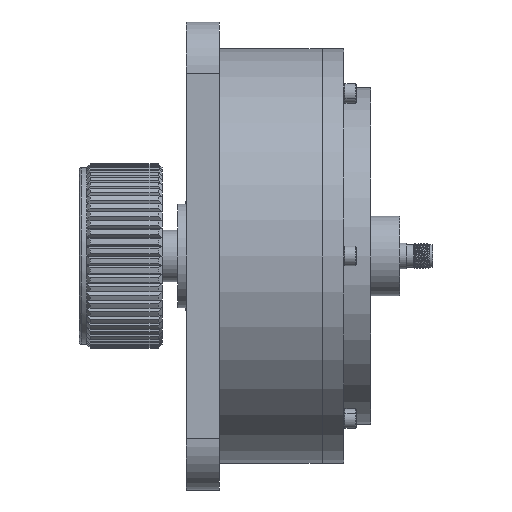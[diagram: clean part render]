
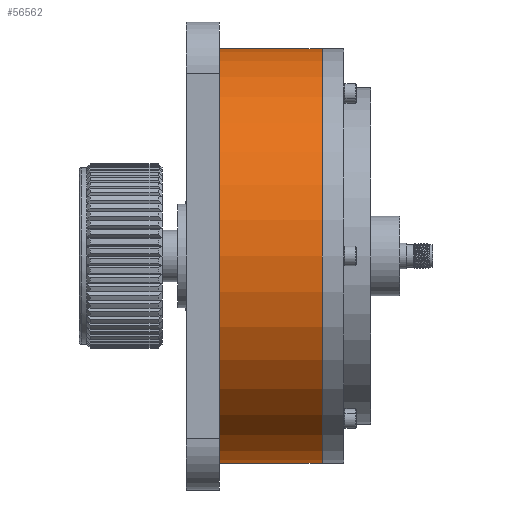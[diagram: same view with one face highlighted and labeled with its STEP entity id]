
A CAD part, front view. The second image highlights one B-rep face of the part: STEP entity #56562.
In plain terms, the highlighted cylindrical face has radius 50.8 mm (diameter 101.6 mm), a partial arc.
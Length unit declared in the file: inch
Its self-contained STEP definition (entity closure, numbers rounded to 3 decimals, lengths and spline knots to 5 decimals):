
#874 = LINE ( 'NONE', #32665, #16209 ) ;
#1568 = CARTESIAN_POINT ( 'NONE',  ( 0., 0., 0. ) ) ;
#5712 = EDGE_CURVE ( 'NONE', #33798, #19022, #17644, .T. ) ;
#6434 = DIRECTION ( 'NONE',  ( 1., 0., 0. ) ) ;
#6548 = ORIENTED_EDGE ( 'NONE', *, *, #45725, .T. ) ;
#9517 = DIRECTION ( 'NONE',  ( 0., 0., -1. ) ) ;
#13369 = CARTESIAN_POINT ( 'NONE',  ( -1.06637, 0., 0. ) ) ;
#15365 = VERTEX_POINT ( 'NONE', #46824 ) ;
#16209 = VECTOR ( 'NONE', #6434, 39.37008 ) ;
#17644 = CIRCLE ( 'NONE', #38352, 2. ) ;
#19022 = VERTEX_POINT ( 'NONE', #57574 ) ;
#21779 = CIRCLE ( 'NONE', #22695, 2. ) ;
#22695 = AXIS2_PLACEMENT_3D ( 'NONE', #23636, #31909, #9517 ) ;
#23069 = DIRECTION ( 'NONE',  ( 1., 0., 0. ) ) ;
#23636 = CARTESIAN_POINT ( 'NONE',  ( -2.05906, 0., 0. ) ) ;
#23808 = EDGE_LOOP ( 'NONE', ( #51473, #6548, #46157, #35531 ) ) ;
#25994 = CARTESIAN_POINT ( 'NONE',  ( -2.05906, 0., -2. ) ) ;
#26459 = LINE ( 'NONE', #55260, #32908 ) ;
#30636 = AXIS2_PLACEMENT_3D ( 'NONE', #1568, #23069, #55442 ) ;
#31066 = DIRECTION ( 'NONE',  ( 0., 0., -1. ) ) ;
#31909 = DIRECTION ( 'NONE',  ( 1., 0., 0. ) ) ;
#32041 = DIRECTION ( 'NONE',  ( 1., 0., 0. ) ) ;
#32665 = CARTESIAN_POINT ( 'NONE',  ( 0., 0., 2. ) ) ;
#32908 = VECTOR ( 'NONE', #32041, 39.37008 ) ;
#33798 = VERTEX_POINT ( 'NONE', #47602 ) ;
#34623 = DIRECTION ( 'NONE',  ( 1., 0., 0. ) ) ;
#34794 = EDGE_CURVE ( 'NONE', #46982, #19022, #26459, .T. ) ;
#35531 = ORIENTED_EDGE ( 'NONE', *, *, #5712, .F. ) ;
#38352 = AXIS2_PLACEMENT_3D ( 'NONE', #13369, #34623, #31066 ) ;
#45725 = EDGE_CURVE ( 'NONE', #15365, #46982, #21779, .T. ) ;
#46157 = ORIENTED_EDGE ( 'NONE', *, *, #34794, .T. ) ;
#46319 = FACE_OUTER_BOUND ( 'NONE', #23808, .T. ) ;
#46824 = CARTESIAN_POINT ( 'NONE',  ( -2.05906, 0., 2. ) ) ;
#46982 = VERTEX_POINT ( 'NONE', #25994 ) ;
#47602 = CARTESIAN_POINT ( 'NONE',  ( -1.06637, 0., 2. ) ) ;
#48498 = EDGE_CURVE ( 'NONE', #15365, #33798, #874, .T. ) ;
#50151 = CYLINDRICAL_SURFACE ( 'NONE', #30636, 2. ) ;
#51473 = ORIENTED_EDGE ( 'NONE', *, *, #48498, .F. ) ;
#55260 = CARTESIAN_POINT ( 'NONE',  ( 0., 0., -2. ) ) ;
#55442 = DIRECTION ( 'NONE',  ( 0., 0., -1. ) ) ;
#56562 = ADVANCED_FACE ( 'NONE', ( #46319 ), #50151, .T. ) ;
#57574 = CARTESIAN_POINT ( 'NONE',  ( -1.06637, 0., -2. ) ) ;
